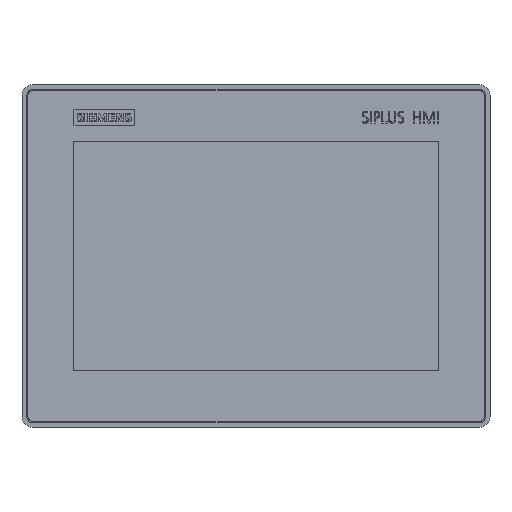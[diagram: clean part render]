
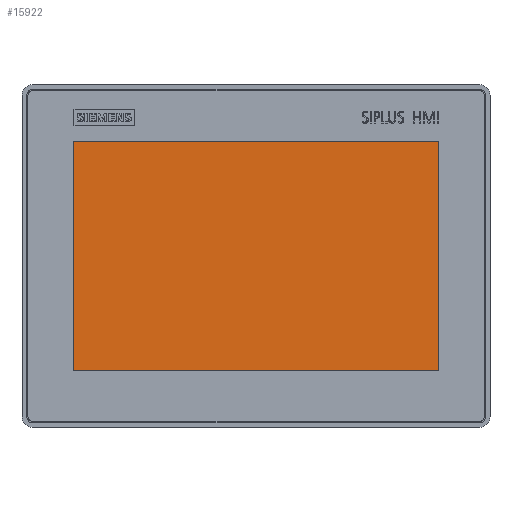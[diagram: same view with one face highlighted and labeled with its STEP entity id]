
A CAD part, top view. The second image highlights one B-rep face of the part: STEP entity #15922.
In plain terms, the highlighted planar face has unit normal (0, 0, 1).
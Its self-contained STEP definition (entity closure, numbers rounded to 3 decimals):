
#10747=LINE('',#52603,#13343);
#10748=LINE('',#52606,#13344);
#10749=LINE('',#52608,#13345);
#10750=LINE('',#52610,#13346);
#13343=VECTOR('',#44966,1.);
#13344=VECTOR('',#44967,1.);
#13345=VECTOR('',#44968,1.);
#13346=VECTOR('',#44969,1.);
#15922=ADVANCED_FACE('',(#19275),#17854,.T.);
#17854=PLANE('',#41743);
#19275=FACE_OUTER_BOUND('',#21165,.T.);
#21165=EDGE_LOOP('',(#24335,#24336,#24337,#24338));
#24335=ORIENTED_EDGE('',*,*,#36746,.F.);
#24336=ORIENTED_EDGE('',*,*,#36747,.F.);
#24337=ORIENTED_EDGE('',*,*,#36748,.F.);
#24338=ORIENTED_EDGE('',*,*,#36749,.F.);
#33347=VERTEX_POINT('',#52604);
#33348=VERTEX_POINT('',#52605);
#33349=VERTEX_POINT('',#52607);
#33350=VERTEX_POINT('',#52609);
#36746=EDGE_CURVE('',#33347,#33348,#10747,.T.);
#36747=EDGE_CURVE('',#33349,#33347,#10748,.T.);
#36748=EDGE_CURVE('',#33350,#33349,#10749,.T.);
#36749=EDGE_CURVE('',#33348,#33350,#10750,.T.);
#41743=AXIS2_PLACEMENT_3D('',#52611,#44970,#44971);
#44966=DIRECTION('',(0.,1.,0.));
#44967=DIRECTION('',(-1.,0.,0.));
#44968=DIRECTION('',(0.,-1.,0.));
#44969=DIRECTION('',(1.,0.,0.));
#44970=DIRECTION('',(0.,0.,1.));
#44971=DIRECTION('',(1.,0.,0.));
#52603=CARTESIAN_POINT('',(-109.25,68.55,-0.31));
#52604=CARTESIAN_POINT('',(-109.25,-68.55,-0.31));
#52605=CARTESIAN_POINT('',(-109.25,68.55,-0.31));
#52606=CARTESIAN_POINT('',(-109.25,-68.55,-0.31));
#52607=CARTESIAN_POINT('',(109.25,-68.55,-0.31));
#52608=CARTESIAN_POINT('',(109.25,-68.55,-0.31));
#52609=CARTESIAN_POINT('',(109.25,68.55,-0.31));
#52610=CARTESIAN_POINT('',(109.25,68.55,-0.31));
#52611=CARTESIAN_POINT('',(0.,0.,-0.31));
